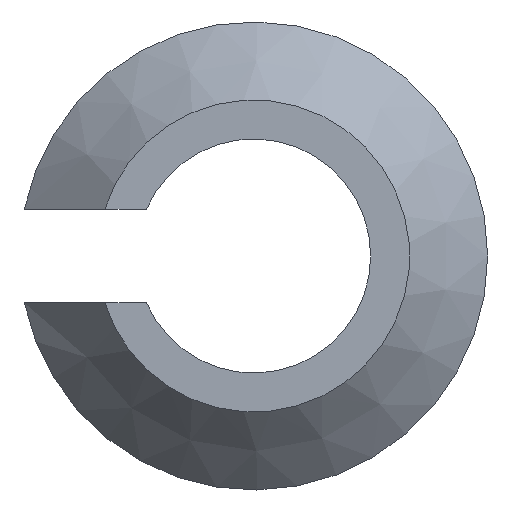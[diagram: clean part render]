
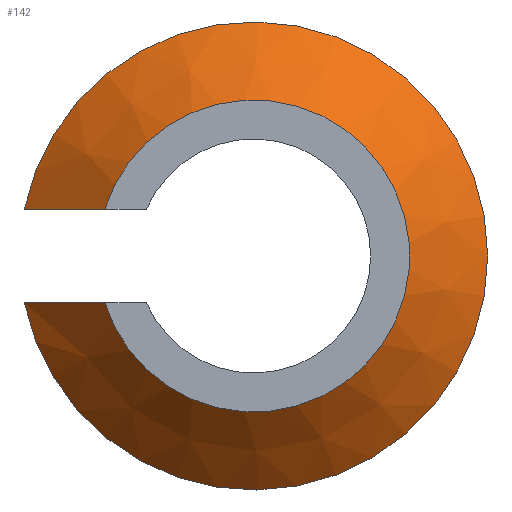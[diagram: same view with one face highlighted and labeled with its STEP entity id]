
A CAD part, front view. The second image highlights one B-rep face of the part: STEP entity #142.
In plain terms, the highlighted conical face has half-angle 45 degrees and reference radius 1 mm.
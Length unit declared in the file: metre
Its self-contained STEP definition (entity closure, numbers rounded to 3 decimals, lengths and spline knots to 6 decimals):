
#20=CONICAL_SURFACE('',#169,0.001,0.785);
#24=CIRCLE('',#163,0.0015);
#26=CIRCLE('',#166,0.001);
#30=B_SPLINE_CURVE_WITH_KNOTS('',3,(#214,#215,#216,#217),.UNSPECIFIED.,
 .F.,.F.,(4,4),(0.,0.000718),.UNSPECIFIED.);
#32=B_SPLINE_CURVE_WITH_KNOTS('',3,(#239,#240,#241,#242),.UNSPECIFIED.,
 .F.,.F.,(4,4),(0.,0.000718),.UNSPECIFIED.);
#62=ORIENTED_EDGE('',*,*,#80,.F.);
#63=ORIENTED_EDGE('',*,*,#84,.F.);
#64=ORIENTED_EDGE('',*,*,#71,.F.);
#65=ORIENTED_EDGE('',*,*,#86,.F.);
#71=EDGE_CURVE('',#89,#90,#30,.T.);
#80=EDGE_CURVE('',#96,#98,#32,.T.);
#84=EDGE_CURVE('',#90,#96,#24,.F.);
#86=EDGE_CURVE('',#98,#89,#26,.T.);
#89=VERTEX_POINT('',#213);
#90=VERTEX_POINT('',#218);
#96=VERTEX_POINT('',#237);
#98=VERTEX_POINT('',#243);
#122=EDGE_LOOP('',(#62,#63,#64,#65));
#130=FACE_BOUND('',#122,.T.);
#142=ADVANCED_FACE('',(#130),#20,.T.);
#163=AXIS2_PLACEMENT_3D('',#252,#193,#194);
#166=AXIS2_PLACEMENT_3D('',#255,#199,#200);
#169=AXIS2_PLACEMENT_3D('',#258,#205,#206);
#193=DIRECTION('',(0.,-1.,0.));
#194=DIRECTION('',(0.,0.,-1.));
#199=DIRECTION('',(0.,-1.,0.));
#200=DIRECTION('',(0.,0.,-1.));
#205=DIRECTION('',(0.,1.,0.));
#206=DIRECTION('',(0.,0.,1.));
#213=CARTESIAN_POINT('',(-0.000954,-0.005,0.0243));
#214=CARTESIAN_POINT('',(-0.000954,-0.005,0.0243));
#215=CARTESIAN_POINT('',(-0.001127,-0.004835,0.0243));
#216=CARTESIAN_POINT('',(-0.001299,-0.004668,0.0243));
#217=CARTESIAN_POINT('',(-0.00147,-0.0045,0.0243));
#218=CARTESIAN_POINT('',(-0.00147,-0.0045,0.0243));
#237=CARTESIAN_POINT('',(-0.00147,-0.0045,0.0237));
#239=CARTESIAN_POINT('',(-0.00147,-0.0045,0.0237));
#240=CARTESIAN_POINT('',(-0.001299,-0.004668,0.0237));
#241=CARTESIAN_POINT('',(-0.001127,-0.004835,0.0237));
#242=CARTESIAN_POINT('',(-0.000954,-0.005,0.0237));
#243=CARTESIAN_POINT('',(-0.000954,-0.005,0.0237));
#252=CARTESIAN_POINT('',(0.,-0.0045,0.024));
#255=CARTESIAN_POINT('',(0.,-0.005,0.024));
#258=CARTESIAN_POINT('',(0.,-0.005,0.024));
